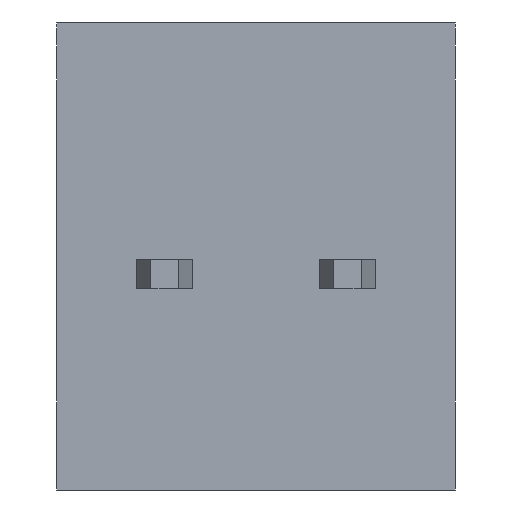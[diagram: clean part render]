
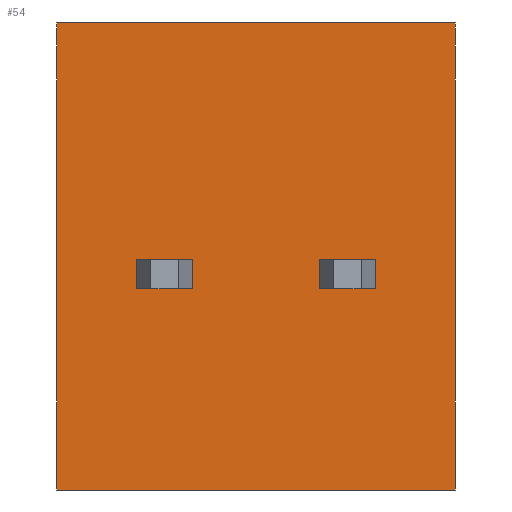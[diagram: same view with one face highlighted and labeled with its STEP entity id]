
A CAD part, front view. The second image highlights one B-rep face of the part: STEP entity #54.
In plain terms, the highlighted planar face has unit normal (0, -1, 0).
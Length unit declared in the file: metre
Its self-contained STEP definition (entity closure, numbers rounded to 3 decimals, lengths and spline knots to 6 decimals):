
#54 = ADVANCED_FACE( '', ( #110, #111, #112 ), #113, .T. );
#110 = FACE_OUTER_BOUND( '', #212, .T. );
#111 = FACE_BOUND( '', #213, .T. );
#112 = FACE_BOUND( '', #214, .T. );
#113 = PLANE( '', #215 );
#212 = EDGE_LOOP( '', ( #361, #362, #363, #364 ) );
#213 = EDGE_LOOP( '', ( #365, #366, #367, #368 ) );
#214 = EDGE_LOOP( '', ( #369, #370, #371, #372 ) );
#215 = AXIS2_PLACEMENT_3D( '', #373, #374, #375 );
#361 = ORIENTED_EDGE( '', *, *, #686, .T. );
#362 = ORIENTED_EDGE( '', *, *, #687, .F. );
#363 = ORIENTED_EDGE( '', *, *, #688, .F. );
#364 = ORIENTED_EDGE( '', *, *, #667, .T. );
#365 = ORIENTED_EDGE( '', *, *, #680, .T. );
#366 = ORIENTED_EDGE( '', *, *, #689, .T. );
#367 = ORIENTED_EDGE( '', *, *, #690, .F. );
#368 = ORIENTED_EDGE( '', *, *, #676, .F. );
#369 = ORIENTED_EDGE( '', *, *, #691, .T. );
#370 = ORIENTED_EDGE( '', *, *, #692, .T. );
#371 = ORIENTED_EDGE( '', *, *, #693, .F. );
#372 = ORIENTED_EDGE( '', *, *, #694, .F. );
#373 = CARTESIAN_POINT( '', ( -0.002769, 0., 0.003505 ) );
#374 = DIRECTION( '', ( 0., -1., 0. ) );
#375 = DIRECTION( '', ( 0., 0., -1. ) );
#667 = EDGE_CURVE( '', #786, #784, #787, .T. );
#676 = EDGE_CURVE( '', #802, #804, #805, .T. );
#680 = EDGE_CURVE( '', #802, #809, #812, .T. );
#686 = EDGE_CURVE( '', #784, #822, #823, .T. );
#687 = EDGE_CURVE( '', #824, #822, #825, .T. );
#688 = EDGE_CURVE( '', #786, #824, #826, .T. );
#689 = EDGE_CURVE( '', #809, #827, #828, .T. );
#690 = EDGE_CURVE( '', #804, #827, #829, .T. );
#691 = EDGE_CURVE( '', #830, #831, #832, .T. );
#692 = EDGE_CURVE( '', #831, #833, #834, .T. );
#693 = EDGE_CURVE( '', #835, #833, #836, .T. );
#694 = EDGE_CURVE( '', #830, #835, #837, .T. );
#784 = VERTEX_POINT( '', #972 );
#786 = VERTEX_POINT( '', #975 );
#787 = LINE( '', #976, #977 );
#802 = VERTEX_POINT( '', #999 );
#804 = VERTEX_POINT( '', #1002 );
#805 = LINE( '', #1003, #1004 );
#809 = VERTEX_POINT( '', #1010 );
#812 = LINE( '', #1014, #1015 );
#822 = VERTEX_POINT( '', #1030 );
#823 = LINE( '', #1031, #1032 );
#824 = VERTEX_POINT( '', #1033 );
#825 = LINE( '', #1034, #1035 );
#826 = LINE( '', #1036, #1037 );
#827 = VERTEX_POINT( '', #1038 );
#828 = LINE( '', #1039, #1040 );
#829 = LINE( '', #1041, #1042 );
#830 = VERTEX_POINT( '', #1043 );
#831 = VERTEX_POINT( '', #1044 );
#832 = LINE( '', #1045, #1046 );
#833 = VERTEX_POINT( '', #1047 );
#834 = LINE( '', #1048, #1049 );
#835 = VERTEX_POINT( '', #1050 );
#836 = LINE( '', #1051, #1052 );
#837 = LINE( '', #1053, #1054 );
#972 = CARTESIAN_POINT( '', ( -0.002769, 0., -0.002997 ) );
#975 = CARTESIAN_POINT( '', ( -0.002769, 0., 0.003505 ) );
#976 = CARTESIAN_POINT( '', ( -0.002769, 0., 0.003505 ) );
#977 = VECTOR( '', #1233, 1. );
#999 = CARTESIAN_POINT( '', ( 0.000876, 0., -0.000203 ) );
#1002 = CARTESIAN_POINT( '', ( 0.001664, 0., -0.000203 ) );
#1003 = CARTESIAN_POINT( '', ( 0.000876, 0., -0.000203 ) );
#1004 = VECTOR( '', #1242, 1. );
#1010 = CARTESIAN_POINT( '', ( 0.000876, 0., 0.000203 ) );
#1014 = CARTESIAN_POINT( '', ( 0.000876, 0., -0.000203 ) );
#1015 = VECTOR( '', #1246, 1. );
#1030 = CARTESIAN_POINT( '', ( 0.002769, 0., -0.002997 ) );
#1031 = CARTESIAN_POINT( '', ( -0.002769, 0., -0.002997 ) );
#1032 = VECTOR( '', #1252, 1. );
#1033 = CARTESIAN_POINT( '', ( 0.002769, 0., 0.003505 ) );
#1034 = CARTESIAN_POINT( '', ( 0.002769, 0., 0.003505 ) );
#1035 = VECTOR( '', #1253, 1. );
#1036 = CARTESIAN_POINT( '', ( -0.002769, 0., 0.003505 ) );
#1037 = VECTOR( '', #1254, 1. );
#1038 = CARTESIAN_POINT( '', ( 0.001664, 0., 0.000203 ) );
#1039 = CARTESIAN_POINT( '', ( 0.000876, 0., 0.000203 ) );
#1040 = VECTOR( '', #1255, 1. );
#1041 = CARTESIAN_POINT( '', ( 0.001664, 0., -0.000203 ) );
#1042 = VECTOR( '', #1256, 1. );
#1043 = CARTESIAN_POINT( '', ( -0.001664, 0., -0.000203 ) );
#1044 = CARTESIAN_POINT( '', ( -0.001664, 0., 0.000203 ) );
#1045 = CARTESIAN_POINT( '', ( -0.001664, 0., -0.000203 ) );
#1046 = VECTOR( '', #1257, 1. );
#1047 = CARTESIAN_POINT( '', ( -0.000876, 0., 0.000203 ) );
#1048 = CARTESIAN_POINT( '', ( -0.001664, 0., 0.000203 ) );
#1049 = VECTOR( '', #1258, 1. );
#1050 = CARTESIAN_POINT( '', ( -0.000876, 0., -0.000203 ) );
#1051 = CARTESIAN_POINT( '', ( -0.000876, 0., -0.000203 ) );
#1052 = VECTOR( '', #1259, 1. );
#1053 = CARTESIAN_POINT( '', ( -0.001664, 0., -0.000203 ) );
#1054 = VECTOR( '', #1260, 1. );
#1233 = DIRECTION( '', ( 0., 0., -1. ) );
#1242 = DIRECTION( '', ( 1., 0., 0. ) );
#1246 = DIRECTION( '', ( 0., 0., 1. ) );
#1252 = DIRECTION( '', ( 1., 0., 0. ) );
#1253 = DIRECTION( '', ( 0., 0., -1. ) );
#1254 = DIRECTION( '', ( 1., 0., 0. ) );
#1255 = DIRECTION( '', ( 1., 0., 0. ) );
#1256 = DIRECTION( '', ( 0., 0., 1. ) );
#1257 = DIRECTION( '', ( 0., 0., 1. ) );
#1258 = DIRECTION( '', ( 1., 0., 0. ) );
#1259 = DIRECTION( '', ( 0., 0., 1. ) );
#1260 = DIRECTION( '', ( 1., 0., 0. ) );
